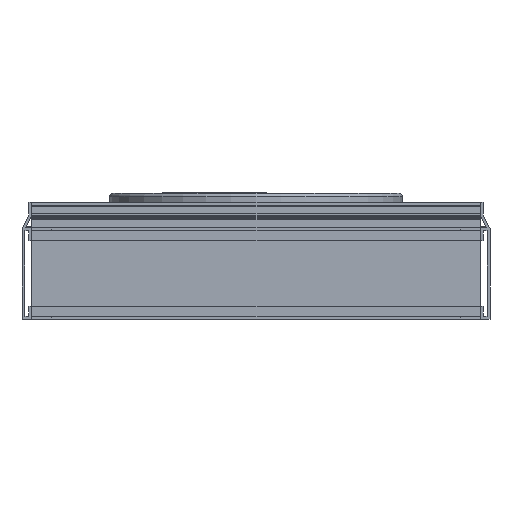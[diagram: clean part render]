
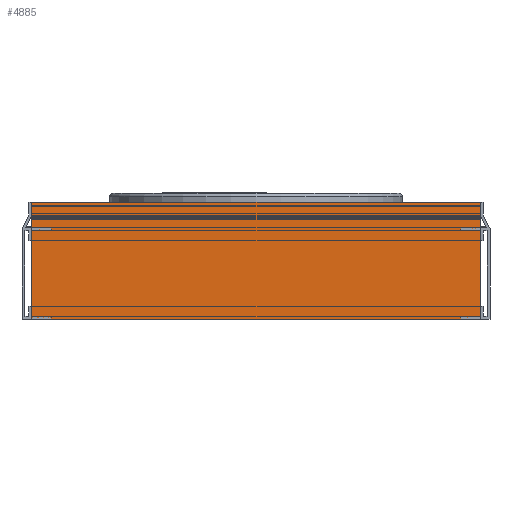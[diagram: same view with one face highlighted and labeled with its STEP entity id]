
A CAD part, front view. The second image highlights one B-rep face of the part: STEP entity #4885.
In plain terms, the highlighted planar face has unit normal (0, -1, 0).
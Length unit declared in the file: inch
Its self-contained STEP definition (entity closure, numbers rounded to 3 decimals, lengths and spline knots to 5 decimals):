
#413 = DIRECTION ( 'NONE',  ( 0., 1., 0. ) ) ;
#614 = CARTESIAN_POINT ( 'NONE',  ( 0., -0.14234, 1.53107 ) ) ;
#687 = ORIENTED_EDGE ( 'NONE', *, *, #14424, .F. ) ;
#1690 = EDGE_CURVE ( 'NONE', #8702, #1990, #16432, .T. ) ;
#1990 = VERTEX_POINT ( 'NONE', #17568 ) ;
#3073 = LINE ( 'NONE', #9496, #7112 ) ;
#3993 = CARTESIAN_POINT ( 'NONE',  ( 0., -0.14234, 1.53107 ) ) ;
#4544 = CARTESIAN_POINT ( 'NONE',  ( 15.34, -0.14234, 1.53107 ) ) ;
#4816 = VERTEX_POINT ( 'NONE', #4544 ) ;
#4885 = ADVANCED_FACE ( 'NONE', ( #13361 ), #19561, .F. ) ;
#5197 = ORIENTED_EDGE ( 'NONE', *, *, #1690, .T. ) ;
#5208 = EDGE_CURVE ( 'NONE', #4816, #10037, #3073, .T. ) ;
#5259 = CARTESIAN_POINT ( 'NONE',  ( 15.34, -0.14234, 1.53107 ) ) ;
#6757 = LINE ( 'NONE', #16449, #16089 ) ;
#7112 = VECTOR ( 'NONE', #15928, 39.37008 ) ;
#8552 = VECTOR ( 'NONE', #17884, 39.37008 ) ;
#8702 = VERTEX_POINT ( 'NONE', #614 ) ;
#9496 = CARTESIAN_POINT ( 'NONE',  ( 15.34, -0.14234, 1.53107 ) ) ;
#9870 = LINE ( 'NONE', #11462, #8552 ) ;
#10037 = VERTEX_POINT ( 'NONE', #17038 ) ;
#11462 = CARTESIAN_POINT ( 'NONE',  ( 15.34, -0.14234, 1.53107 ) ) ;
#12207 = VECTOR ( 'NONE', #19790, 39.37008 ) ;
#13361 = FACE_OUTER_BOUND ( 'NONE', #15789, .T. ) ;
#14424 = EDGE_CURVE ( 'NONE', #10037, #1990, #6757, .T. ) ;
#14946 = AXIS2_PLACEMENT_3D ( 'NONE', #5259, #413, #16209 ) ;
#15789 = EDGE_LOOP ( 'NONE', ( #5197, #687, #19571, #17109 ) ) ;
#15928 = DIRECTION ( 'NONE',  ( 0., 0., -1. ) ) ;
#16089 = VECTOR ( 'NONE', #18137, 39.37008 ) ;
#16209 = DIRECTION ( 'NONE',  ( 0., 0., 1. ) ) ;
#16432 = LINE ( 'NONE', #3993, #12207 ) ;
#16449 = CARTESIAN_POINT ( 'NONE',  ( 15.34, -0.14234, -2.46893 ) ) ;
#17038 = CARTESIAN_POINT ( 'NONE',  ( 15.34, -0.14234, -2.46893 ) ) ;
#17109 = ORIENTED_EDGE ( 'NONE', *, *, #20608, .T. ) ;
#17568 = CARTESIAN_POINT ( 'NONE',  ( 0., -0.14234, -2.46893 ) ) ;
#17884 = DIRECTION ( 'NONE',  ( -1., 0., 0. ) ) ;
#18137 = DIRECTION ( 'NONE',  ( -1., 0., 0. ) ) ;
#19561 = PLANE ( 'NONE',  #14946 ) ;
#19571 = ORIENTED_EDGE ( 'NONE', *, *, #5208, .F. ) ;
#19790 = DIRECTION ( 'NONE',  ( 0., 0., -1. ) ) ;
#20608 = EDGE_CURVE ( 'NONE', #4816, #8702, #9870, .T. ) ;
